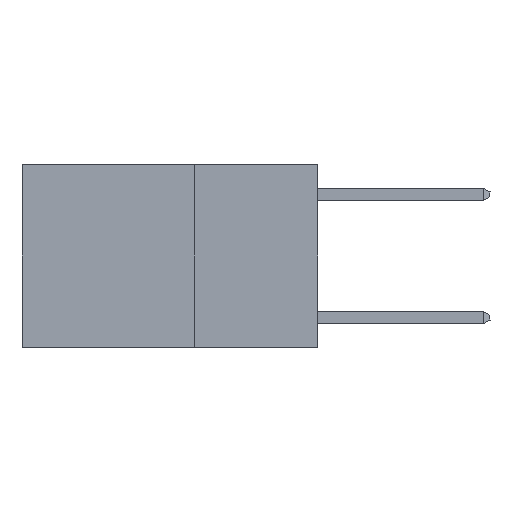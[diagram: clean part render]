
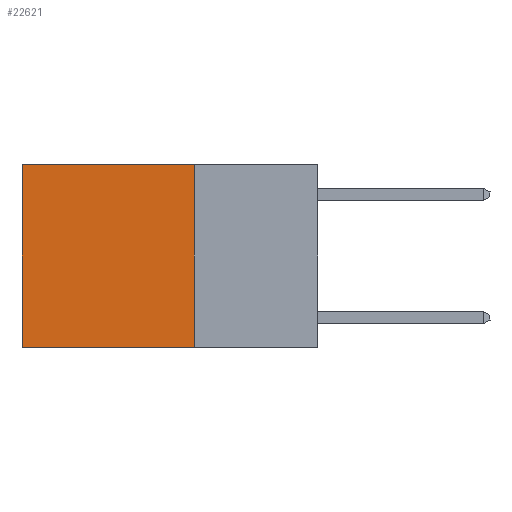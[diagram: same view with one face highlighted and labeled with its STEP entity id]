
A CAD part, left-side view. The second image highlights one B-rep face of the part: STEP entity #22621.
In plain terms, the highlighted planar face has unit normal (-1, 0, 0).
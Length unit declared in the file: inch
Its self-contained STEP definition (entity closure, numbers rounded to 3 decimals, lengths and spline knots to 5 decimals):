
#2698 = VERTEX_POINT ( 'NONE', #15355 ) ;
#2900 = CARTESIAN_POINT ( 'NONE',  ( 0.2625, 0.25, 0. ) ) ;
#3217 = CARTESIAN_POINT ( 'NONE',  ( 0.2625, 0.25, 0. ) ) ;
#4091 = FACE_OUTER_BOUND ( 'NONE', #11400, .T. ) ;
#5055 = DIRECTION ( 'NONE',  ( 0., 0., -1. ) ) ;
#5156 = ORIENTED_EDGE ( 'NONE', *, *, #10869, .T. ) ;
#5781 = CARTESIAN_POINT ( 'NONE',  ( 0.2625, 0.25, 0. ) ) ;
#6136 = CARTESIAN_POINT ( 'NONE',  ( 0.2625, 0.6, 0. ) ) ;
#8063 = LINE ( 'NONE', #16043, #25678 ) ;
#8749 = VERTEX_POINT ( 'NONE', #6136 ) ;
#9948 = CARTESIAN_POINT ( 'NONE',  ( 0.2625, 0.25, 0. ) ) ;
#10706 = LINE ( 'NONE', #3217, #18442 ) ;
#10869 = EDGE_CURVE ( 'NONE', #17665, #8749, #24024, .T. ) ;
#11089 = VERTEX_POINT ( 'NONE', #16979 ) ;
#11400 = EDGE_LOOP ( 'NONE', ( #15736, #17791, #22355, #5156 ) ) ;
#12071 = PLANE ( 'NONE',  #22388 ) ;
#12446 = DIRECTION ( 'NONE',  ( 0., 1., 0. ) ) ;
#12691 = CARTESIAN_POINT ( 'NONE',  ( 0.2625, 0.25, -0.37 ) ) ;
#15282 = VECTOR ( 'NONE', #17934, 39.37008 ) ;
#15308 = EDGE_CURVE ( 'NONE', #17665, #2698, #10706, .T. ) ;
#15355 = CARTESIAN_POINT ( 'NONE',  ( 0.2625, 0.25, -0.37 ) ) ;
#15736 = ORIENTED_EDGE ( 'NONE', *, *, #21656, .T. ) ;
#15920 = DIRECTION ( 'NONE',  ( 0., 0., -1. ) ) ;
#16016 = VECTOR ( 'NONE', #12446, 39.37008 ) ;
#16043 = CARTESIAN_POINT ( 'NONE',  ( 0.2625, 0.6, 0. ) ) ;
#16979 = CARTESIAN_POINT ( 'NONE',  ( 0.2625, 0.6, -0.37 ) ) ;
#17665 = VERTEX_POINT ( 'NONE', #2900 ) ;
#17791 = ORIENTED_EDGE ( 'NONE', *, *, #18027, .F. ) ;
#17855 = DIRECTION ( 'NONE',  ( 0., 0., -1. ) ) ;
#17934 = DIRECTION ( 'NONE',  ( 0., 1., 0. ) ) ;
#18027 = EDGE_CURVE ( 'NONE', #2698, #11089, #22615, .T. ) ;
#18442 = VECTOR ( 'NONE', #5055, 39.37008 ) ;
#21656 = EDGE_CURVE ( 'NONE', #8749, #11089, #8063, .T. ) ;
#22355 = ORIENTED_EDGE ( 'NONE', *, *, #15308, .F. ) ;
#22388 = AXIS2_PLACEMENT_3D ( 'NONE', #5781, #25769, #17855 ) ;
#22615 = LINE ( 'NONE', #12691, #16016 ) ;
#22621 = ADVANCED_FACE ( 'NONE', ( #4091 ), #12071, .F. ) ;
#24024 = LINE ( 'NONE', #9948, #15282 ) ;
#25678 = VECTOR ( 'NONE', #15920, 39.37008 ) ;
#25769 = DIRECTION ( 'NONE',  ( 1., 0., 0. ) ) ;
